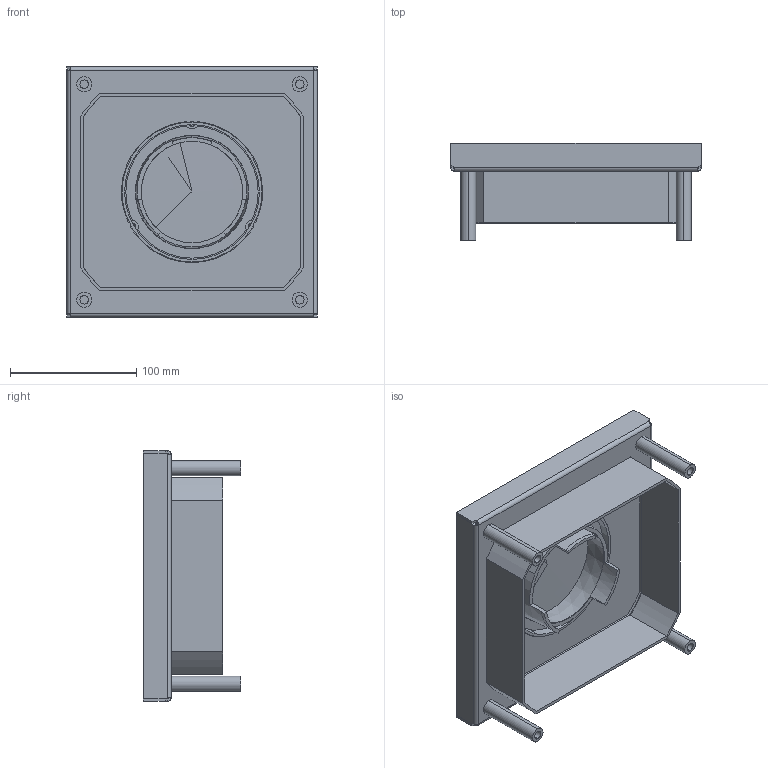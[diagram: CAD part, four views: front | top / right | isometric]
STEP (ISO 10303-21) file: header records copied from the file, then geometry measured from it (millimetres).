
FILE_DESCRIPTION((''),'2;1');
FILE_NAME('EKQ060TM15_ASM','2024-02-28T15:37:33',('goergem'),(''),'CREO PARAMETRIC BY PTC INC, 2022281','CREO PARAMETRIC BY PTC INC, 2022281','');
FILE_SCHEMA(('AUTOMOTIVE_DESIGN { 1 0 10303 214 1 1 1 1 }'));
Length unit declared in the file: millimetre
Products named in the file (12): T-00596_1; T-00595_1; T-00805_ASM_1_ASM; U09001_1; T-00584_1; T-00721GEN_1; T-00720GEN_1; T-G00076_1; T-00791GEN_ASM_1_ASM; T-00858_ASM_1_ASM; T-00929_ASM_1_ASM; EKQ060TM15_ASM
Assembly tree (14 placements, depth 5):
  EKQ060TM15_ASM
    T-00929_ASM_1_ASM
      T-00805_ASM_1_ASM
        T-00596_1
        T-00595_1
      U09001_1  x4
      T-00858_ASM_1_ASM
        T-00584_1
        T-00791GEN_ASM_1_ASM
          T-00721GEN_1
          T-00720GEN_1
          T-G00076_1
Bounding box: 199 x 77 x 199 mm (x, y, z)
Volume: 283179.1 mm3; surface area: 270905.7 mm2
Topology: 10 solids, 10 shells, 256 faces, 616 edges, 390 vertices
Faces by surface type: plane 149, cylinder 97, cone 10
Entity records: 10032 total; most frequent: DIRECTION 1436, CARTESIAN_POINT 1295, ORIENTED_EDGE 1084, EDGE_CURVE 542, AXIS2_PLACEMENT_3D 528, VECTOR 348, LINE 348, VERTEX_POINT 342
